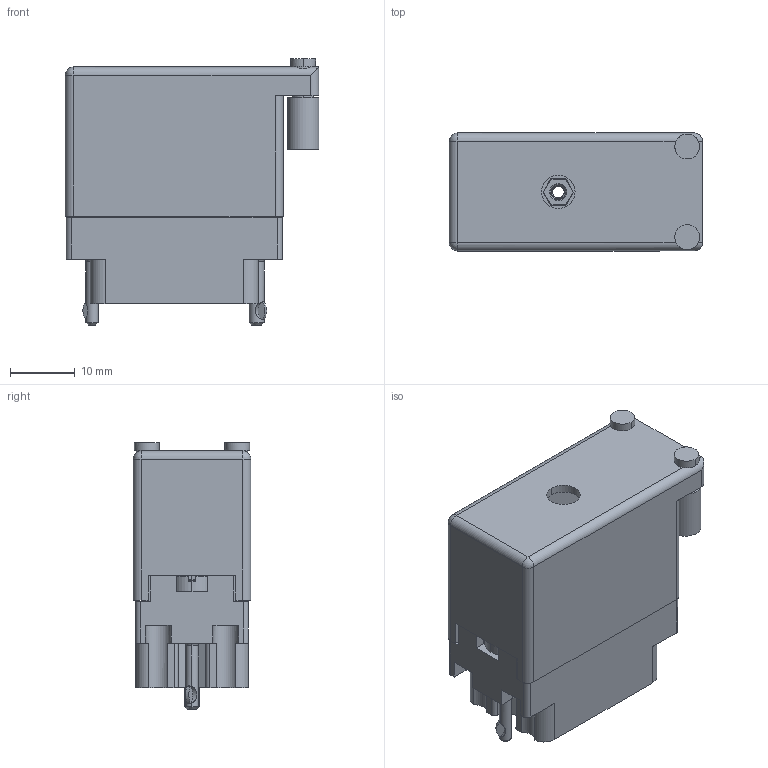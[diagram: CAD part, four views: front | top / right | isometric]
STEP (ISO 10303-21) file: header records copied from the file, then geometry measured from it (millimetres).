
FILE_DESCRIPTION (( 'STEP AP203' ), '1' );
FILE_NAME ('516-020-500-352.STEP', '2020-03-09T14:22:22', ( '' ), ( '' ), 'SwSTEP 2.0', 'SolidWorks 2016', '' );
FILE_SCHEMA (( 'CONFIG_CONTROL_DESIGN' ));
Length unit declared in the file: inch
Products named in the file (8): 516-222-020-102_020; 516 Plug Insulator_020; 516-252-025-100_516-252-025-100; 516-222-020-102_021; 516-252-021-102_020; 516-230-001_Metal - 020 Side Entry; 516-292-001_500 Contact; 516-020-500-352
Assembly tree (27 placements, depth 2):
  516-020-500-352
    516 Plug Insulator_020
    516-292-001_500 Contact  x20
    516-230-001_Metal - 020 Side Entry
    516-252-021-102_020  x2
    516-222-020-102_020
    516-252-025-100_516-252-025-100
    516-222-020-102_021
Bounding box: 39.12 x 18.16 x 41.1 mm (x, y, z)
Volume: 9409.5 mm3; surface area: 17372.4 mm2
Topology: 27 solids, 27 shells, 2442 faces, 7008 edges, 4632 vertices
Faces by surface type: plane 1381, cylinder 847, bspline 159, cone 49, torus 4, sphere 2
Entity records: 39862 total; most frequent: CARTESIAN_POINT 13310, ORIENTED_EDGE 5472, DIRECTION 5080, EDGE_CURVE 2736, VERTEX_POINT 1798, VECTOR 1764, LINE 1764, AXIS2_PLACEMENT_3D 1658
